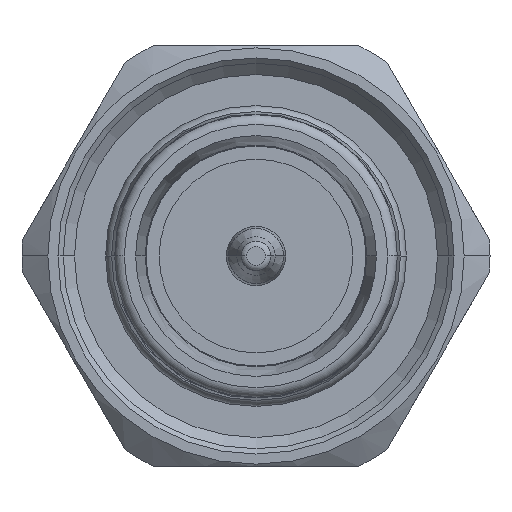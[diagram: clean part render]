
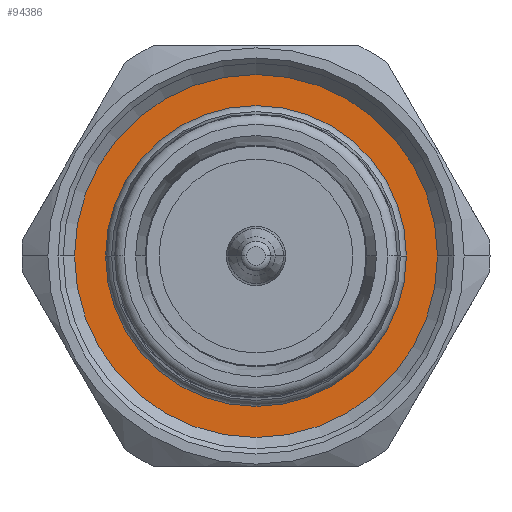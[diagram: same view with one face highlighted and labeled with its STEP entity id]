
A CAD part, left-side view. The second image highlights one B-rep face of the part: STEP entity #94386.
In plain terms, the highlighted planar face has unit normal (-1, 0, 0).
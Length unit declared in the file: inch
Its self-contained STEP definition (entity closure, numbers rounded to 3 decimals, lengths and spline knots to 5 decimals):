
#191 = DIRECTION ( 'NONE',  ( -1., 0., 0. ) ) ;
#1748 = ORIENTED_EDGE ( 'NONE', *, *, #44503, .F. ) ;
#3373 = ORIENTED_EDGE ( 'NONE', *, *, #12399, .T. ) ;
#4971 = VERTEX_POINT ( 'NONE', #113751 ) ;
#11179 = AXIS2_PLACEMENT_3D ( 'NONE', #61116, #50618, #16022 ) ;
#11995 = DIRECTION ( 'NONE',  ( -1., 0., 0. ) ) ;
#12399 = EDGE_CURVE ( 'NONE', #32729, #4971, #72932, .T. ) ;
#16022 = DIRECTION ( 'NONE',  ( 0., -1., 0. ) ) ;
#16806 = VERTEX_POINT ( 'NONE', #56893 ) ;
#19230 = DIRECTION ( 'NONE',  ( 0., 1., 0. ) ) ;
#19439 = CARTESIAN_POINT ( 'NONE',  ( 0.33143, 0., 0. ) ) ;
#32729 = VERTEX_POINT ( 'NONE', #38100 ) ;
#33119 = ORIENTED_EDGE ( 'NONE', *, *, #69648, .T. ) ;
#33267 = AXIS2_PLACEMENT_3D ( 'NONE', #98935, #101276, #39144 ) ;
#35829 = ORIENTED_EDGE ( 'NONE', *, *, #67641, .F. ) ;
#38100 = CARTESIAN_POINT ( 'NONE',  ( 0.33143, 0.37364, 0. ) ) ;
#38870 = CIRCLE ( 'NONE', #104356, 0.29729 ) ;
#39144 = DIRECTION ( 'NONE',  ( 0., -1., 0. ) ) ;
#44503 = EDGE_CURVE ( 'NONE', #50755, #16806, #58560, .T. ) ;
#50618 = DIRECTION ( 'NONE',  ( -1., 0., 0. ) ) ;
#50755 = VERTEX_POINT ( 'NONE', #77188 ) ;
#54003 = DIRECTION ( 'NONE',  ( 0., -1., 0. ) ) ;
#54360 = CARTESIAN_POINT ( 'NONE',  ( 0.33143, 0.37364, 0. ) ) ;
#55337 = DIRECTION ( 'NONE',  ( 0., -1., 0. ) ) ;
#56893 = CARTESIAN_POINT ( 'NONE',  ( 0.33143, 0.29729, 0. ) ) ;
#58560 = CIRCLE ( 'NONE', #90421, 0.29729 ) ;
#61116 = CARTESIAN_POINT ( 'NONE',  ( 0.33143, 0., 0. ) ) ;
#67641 = EDGE_CURVE ( 'NONE', #16806, #50755, #38870, .T. ) ;
#69648 = EDGE_CURVE ( 'NONE', #4971, #32729, #83795, .T. ) ;
#72932 = CIRCLE ( 'NONE', #11179, 0.37364 ) ;
#76921 = EDGE_LOOP ( 'NONE', ( #33119, #3373 ) ) ;
#77188 = CARTESIAN_POINT ( 'NONE',  ( 0.33143, -0.29729, 0. ) ) ;
#77431 = AXIS2_PLACEMENT_3D ( 'NONE', #54360, #81318, #19230 ) ;
#80725 = FACE_OUTER_BOUND ( 'NONE', #76921, .T. ) ;
#81318 = DIRECTION ( 'NONE',  ( 1., 0., 0. ) ) ;
#83795 = CIRCLE ( 'NONE', #33267, 0.37364 ) ;
#90421 = AXIS2_PLACEMENT_3D ( 'NONE', #99910, #11995, #55337 ) ;
#94386 = ADVANCED_FACE ( 'NONE', ( #107689, #80725 ), #99494, .F. ) ;
#98935 = CARTESIAN_POINT ( 'NONE',  ( 0.33143, 0., 0. ) ) ;
#99494 = PLANE ( 'NONE',  #77431 ) ;
#99910 = CARTESIAN_POINT ( 'NONE',  ( 0.33143, 0., 0. ) ) ;
#101276 = DIRECTION ( 'NONE',  ( -1., 0., 0. ) ) ;
#104356 = AXIS2_PLACEMENT_3D ( 'NONE', #19439, #191, #54003 ) ;
#107689 = FACE_BOUND ( 'NONE', #111157, .T. ) ;
#111157 = EDGE_LOOP ( 'NONE', ( #1748, #35829 ) ) ;
#113751 = CARTESIAN_POINT ( 'NONE',  ( 0.33143, -0.37364, 0. ) ) ;
